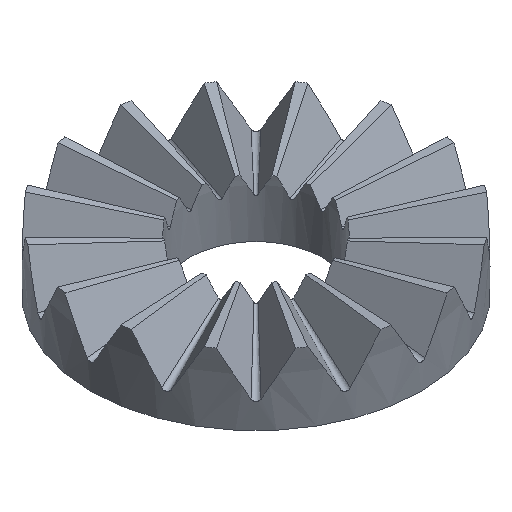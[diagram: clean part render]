
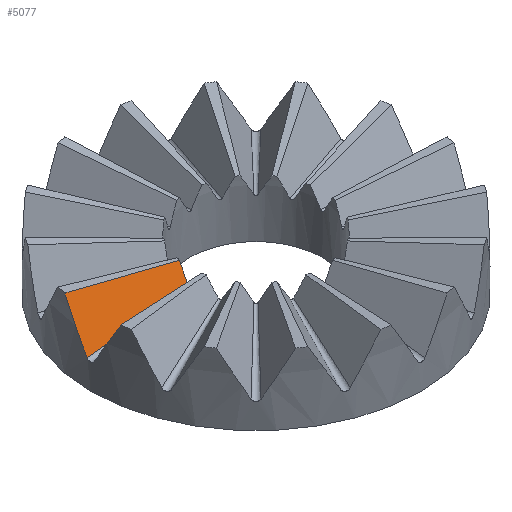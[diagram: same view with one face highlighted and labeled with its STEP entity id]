
A CAD part, isometric view. The second image highlights one B-rep face of the part: STEP entity #5077.
In plain terms, the highlighted planar face has unit normal (-0.086, -0.863, 0.498).
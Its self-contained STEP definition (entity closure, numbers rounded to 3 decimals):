
#32 = CYLINDRICAL_SURFACE('',#33,4.);
#33 = AXIS2_PLACEMENT_3D('',#34,#35,#36);
#34 = CARTESIAN_POINT('',(0.,0.,3.689));
#35 = DIRECTION('',(0.,0.,-1.));
#36 = DIRECTION('',(1.,0.,0.));
#1357 = VERTEX_POINT('',#1358);
#1358 = CARTESIAN_POINT('',(-3.999,0.086,
    2.46));
#1390 = B_SPLINE_SURFACE_WITH_KNOTS('',8,1,(
    (#1391,#1392)
    ,(#1393,#1394)
    ,(#1395,#1396)
    ,(#1397,#1398)
    ,(#1399,#1400)
    ,(#1401,#1402)
    ,(#1403,#1404)
    ,(#1405,#1406)
    ,(#1407,#1408
    )),.UNSPECIFIED.,.F.,.F.,.F.,(9,9),(2,2),(0.524,
    2.618),(0.,1.),.PIECEWISE_BEZIER_KNOTS.);
#1391 = CARTESIAN_POINT('',(-10.,-0.215,1.65));
#1392 = CARTESIAN_POINT('',(0.,0.,3.));
#1393 = CARTESIAN_POINT('',(-10.,-0.183,1.594));
#1394 = CARTESIAN_POINT('',(0.,0.,3.));
#1395 = CARTESIAN_POINT('',(-10.,-0.133,1.547));
#1396 = CARTESIAN_POINT('',(0.,0.,3.));
#1397 = CARTESIAN_POINT('',(-10.,-0.07,1.516));
#1398 = CARTESIAN_POINT('',(0.,0.,3.));
#1399 = CARTESIAN_POINT('',(-10.,0.,
    1.505));
#1400 = CARTESIAN_POINT('',(0.,0.,3.));
#1401 = CARTESIAN_POINT('',(-10.,0.07,1.516));
#1402 = CARTESIAN_POINT('',(0.,0.,3.));
#1403 = CARTESIAN_POINT('',(-10.,0.133,1.547));
#1404 = CARTESIAN_POINT('',(0.,0.,3.));
#1405 = CARTESIAN_POINT('',(-10.,0.183,1.594));
#1406 = CARTESIAN_POINT('',(0.,0.,3.));
#1407 = CARTESIAN_POINT('',(-10.,0.215,1.65));
#1408 = CARTESIAN_POINT('',(0.,0.,3.));
#1425 = EDGE_CURVE('',#1357,#1426,#1428,.T.);
#1426 = VERTEX_POINT('',#1427);
#1427 = CARTESIAN_POINT('',(-3.943,0.675,3.49
    ));
#1428 = SURFACE_CURVE('',#1429,(#1434,#1444),.PCURVE_S1.);
#1429 = ELLIPSE('',#1430,8.03,4.);
#1430 = AXIS2_PLACEMENT_3D('',#1431,#1432,#1433);
#1431 = CARTESIAN_POINT('',(0.,0.,3.));
#1432 = DIRECTION('',(0.086,0.863,-0.498)
  );
#1433 = DIRECTION('',(-0.049,-0.496,
    -0.867));
#1434 = PCURVE('',#32,#1435);
#1435 = DEFINITIONAL_REPRESENTATION('',(#1436),#1443);
#1436 = B_SPLINE_CURVE_WITH_KNOTS('',5,(#1437,#1438,#1439,#1440,#1441,
    #1442),.UNSPECIFIED.,.F.,.F.,(6,6),(1.369,1.67),
  .PIECEWISE_BEZIER_KNOTS.);
#1437 = CARTESIAN_POINT('',(3.039,2.087));
#1438 = CARTESIAN_POINT('',(3.099,1.676));
#1439 = CARTESIAN_POINT('',(3.159,1.258));
#1440 = CARTESIAN_POINT('',(3.219,0.838));
#1441 = CARTESIAN_POINT('',(3.28,0.417));
#1442 = CARTESIAN_POINT('',(3.34,0.));
#1443 = ( GEOMETRIC_REPRESENTATION_CONTEXT(2) 
PARAMETRIC_REPRESENTATION_CONTEXT() REPRESENTATION_CONTEXT('2D SPACE',''
  ) );
#1444 = PCURVE('',#1445,#1450);
#1445 = PLANE('',#1446);
#1446 = AXIS2_PLACEMENT_3D('',#1447,#1448,#1449);
#1447 = CARTESIAN_POINT('',(-10.,3.978,8.168));
#1448 = DIRECTION('',(0.086,0.863,-0.498)
  );
#1449 = DIRECTION('',(0.,0.5,0.866));
#1450 = DEFINITIONAL_REPRESENTATION('',(#1451),#1455);
#1451 = ELLIPSE('',#1452,8.03,4.);
#1452 = AXIS2_PLACEMENT_2D('',#1453,#1454);
#1453 = CARTESIAN_POINT('',(-6.465,10.037));
#1454 = DIRECTION('',(-0.999,-0.049));
#1455 = ( GEOMETRIC_REPRESENTATION_CONTEXT(2) 
PARAMETRIC_REPRESENTATION_CONTEXT() REPRESENTATION_CONTEXT('2D SPACE',''
  ) );
#1477 = PLANE('',#1478);
#1478 = AXIS2_PLACEMENT_3D('',#1479,#1480,#1481);
#1479 = CARTESIAN_POINT('',(-9.711,2.439,4.225
    ));
#1480 = DIRECTION('',(0.119,-0.024,0.993));
#1481 = DIRECTION('',(-0.195,-0.981,0.)
  );
#2760 = CYLINDRICAL_SURFACE('',#2761,10.);
#2761 = AXIS2_PLACEMENT_3D('',#2762,#2763,#2764);
#2762 = CARTESIAN_POINT('',(0.,0.,0.));
#2763 = DIRECTION('',(0.,0.,1.));
#2764 = DIRECTION('',(1.,0.,0.));
#5031 = VERTEX_POINT('',#5032);
#5032 = CARTESIAN_POINT('',(-9.857,1.688,
    4.225));
#5057 = EDGE_CURVE('',#5031,#1426,#5058,.T.);
#5058 = SURFACE_CURVE('',#5059,(#5063,#5069),.PCURVE_S1.);
#5059 = LINE('',#5060,#5061);
#5060 = CARTESIAN_POINT('',(-10.339,1.77,4.285
    ));
#5061 = VECTOR('',#5062,1.);
#5062 = DIRECTION('',(0.978,-0.167,-0.122));
#5063 = PCURVE('',#1477,#5064);
#5064 = DEFINITIONAL_REPRESENTATION('',(#5065),#5068);
#5065 = B_SPLINE_CURVE_WITH_KNOTS('',1,(#5066,#5067),.UNSPECIFIED.,.F.,
  .F.,(2,2),(0.49,6.558),.PIECEWISE_BEZIER_KNOTS.);
#5066 = CARTESIAN_POINT('',(0.765,0.));
#5067 = CARTESIAN_POINT('',(0.604,6.066));
#5068 = ( GEOMETRIC_REPRESENTATION_CONTEXT(2) 
PARAMETRIC_REPRESENTATION_CONTEXT() REPRESENTATION_CONTEXT('2D SPACE',''
  ) );
#5069 = PCURVE('',#1445,#5070);
#5070 = DEFINITIONAL_REPRESENTATION('',(#5071),#5074);
#5071 = B_SPLINE_CURVE_WITH_KNOTS('',1,(#5072,#5073),.UNSPECIFIED.,.F.,
  .F.,(2,2),(0.49,6.558),.PIECEWISE_BEZIER_KNOTS.);
#5072 = CARTESIAN_POINT('',(-4.559,0.14));
#5073 = CARTESIAN_POINT('',(-5.707,6.099));
#5074 = ( GEOMETRIC_REPRESENTATION_CONTEXT(2) 
PARAMETRIC_REPRESENTATION_CONTEXT() REPRESENTATION_CONTEXT('2D SPACE',''
  ) );
#5077 = ADVANCED_FACE('',(#5078),#1445,.F.);
#5078 = FACE_BOUND('',#5079,.F.);
#5079 = EDGE_LOOP('',(#5080,#5101,#5126,#5127));
#5080 = ORIENTED_EDGE('',*,*,#5081,.F.);
#5081 = EDGE_CURVE('',#5082,#1357,#5084,.T.);
#5082 = VERTEX_POINT('',#5083);
#5083 = CARTESIAN_POINT('',(-9.998,0.215,
    1.651));
#5084 = SURFACE_CURVE('',#5085,(#5088,#5094),.PCURVE_S1.);
#5085 = B_SPLINE_CURVE_WITH_KNOTS('',1,(#5086,#5087),.UNSPECIFIED.,.F.,
  .F.,(2,2),(0.,1.),.PIECEWISE_BEZIER_KNOTS.);
#5086 = CARTESIAN_POINT('',(-10.,0.215,1.65));
#5087 = CARTESIAN_POINT('',(0.,0.,3.));
#5088 = PCURVE('',#1445,#5089);
#5089 = DEFINITIONAL_REPRESENTATION('',(#5090),#5093);
#5090 = B_SPLINE_CURVE_WITH_KNOTS('',1,(#5091,#5092),.UNSPECIFIED.,.F.,
  .F.,(2,2),(0.,1.),.PIECEWISE_BEZIER_KNOTS.);
#5091 = CARTESIAN_POINT('',(-7.526,0.));
#5092 = CARTESIAN_POINT('',(-6.465,10.037));
#5093 = ( GEOMETRIC_REPRESENTATION_CONTEXT(2) 
PARAMETRIC_REPRESENTATION_CONTEXT() REPRESENTATION_CONTEXT('2D SPACE',''
  ) );
#5094 = PCURVE('',#1390,#5095);
#5095 = DEFINITIONAL_REPRESENTATION('',(#5096),#5100);
#5096 = LINE('',#5097,#5098);
#5097 = CARTESIAN_POINT('',(2.618,0.));
#5098 = VECTOR('',#5099,1.);
#5099 = DIRECTION('',(0.,1.));
#5100 = ( GEOMETRIC_REPRESENTATION_CONTEXT(2) 
PARAMETRIC_REPRESENTATION_CONTEXT() REPRESENTATION_CONTEXT('2D SPACE',''
  ) );
#5101 = ORIENTED_EDGE('',*,*,#5102,.T.);
#5102 = EDGE_CURVE('',#5082,#5031,#5103,.T.);
#5103 = SURFACE_CURVE('',#5104,(#5109,#5116),.PCURVE_S1.);
#5104 = ELLIPSE('',#5105,20.074,10.);
#5105 = AXIS2_PLACEMENT_3D('',#5106,#5107,#5108);
#5106 = CARTESIAN_POINT('',(0.,0.,3.));
#5107 = DIRECTION('',(0.086,0.863,-0.498)
  );
#5108 = DIRECTION('',(0.049,0.496,0.867)
  );
#5109 = PCURVE('',#1445,#5110);
#5110 = DEFINITIONAL_REPRESENTATION('',(#5111),#5115);
#5111 = ELLIPSE('',#5112,20.074,10.);
#5112 = AXIS2_PLACEMENT_2D('',#5113,#5114);
#5113 = CARTESIAN_POINT('',(-6.465,10.037));
#5114 = DIRECTION('',(0.999,0.049));
#5115 = ( GEOMETRIC_REPRESENTATION_CONTEXT(2) 
PARAMETRIC_REPRESENTATION_CONTEXT() REPRESENTATION_CONTEXT('2D SPACE',''
  ) );
#5116 = PCURVE('',#2760,#5117);
#5117 = DEFINITIONAL_REPRESENTATION('',(#5118),#5125);
#5118 = B_SPLINE_CURVE_WITH_KNOTS('',5,(#5119,#5120,#5121,#5122,#5123,
    #5124),.UNSPECIFIED.,.F.,.F.,(6,6),(4.617,4.812),
  .PIECEWISE_BEZIER_KNOTS.);
#5119 = CARTESIAN_POINT('',(-3.145,1.343));
#5120 = CARTESIAN_POINT('',(-3.184,2.017));
#5121 = CARTESIAN_POINT('',(-3.223,2.694));
#5122 = CARTESIAN_POINT('',(-3.262,3.372));
#5123 = CARTESIAN_POINT('',(-3.301,4.049));
#5124 = CARTESIAN_POINT('',(-3.34,4.723));
#5125 = ( GEOMETRIC_REPRESENTATION_CONTEXT(2) 
PARAMETRIC_REPRESENTATION_CONTEXT() REPRESENTATION_CONTEXT('2D SPACE',''
  ) );
#5126 = ORIENTED_EDGE('',*,*,#5057,.T.);
#5127 = ORIENTED_EDGE('',*,*,#1425,.F.);
